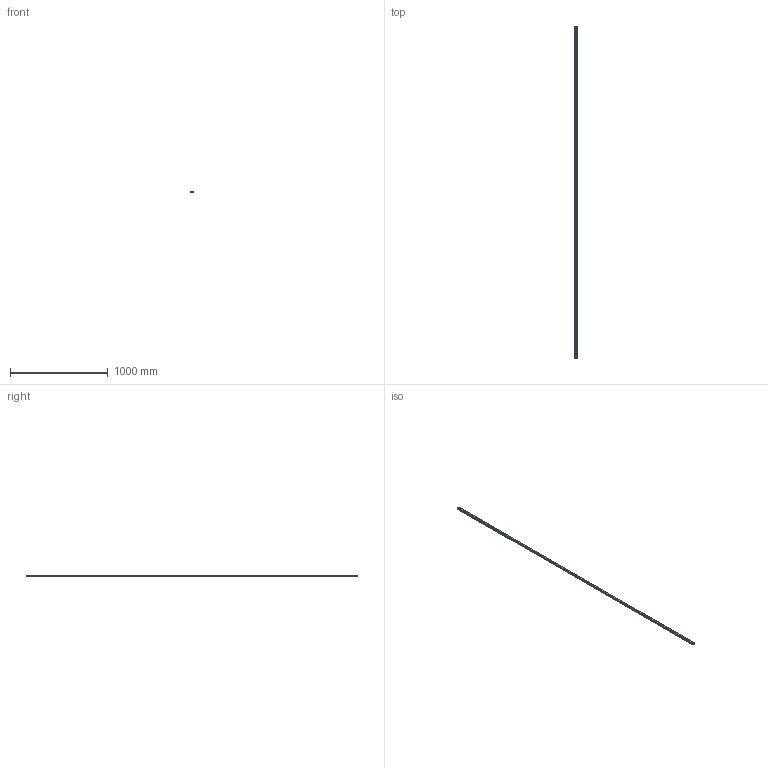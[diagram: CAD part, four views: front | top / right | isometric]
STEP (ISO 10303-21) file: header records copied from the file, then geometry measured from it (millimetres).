
FILE_DESCRIPTION(('STEP AP214'),'1');
FILE_NAME('cctmp_298254BD-9B9B-4EB8-8E73-9F5B81B1D307_2021_02_09_16_06_20_0010..stp','2021-02-09T15:06:20',('HIWIN GmbH'),('CADClick - www.CADClick.com'),'Spatial InterOp 3D',' ','unknown authorization');
FILE_SCHEMA(('AUTOMOTIVE_DESIGN'));
Length unit declared in the file: millimetre
Products named in the file (1): EGR25R3400C_FILE
Bounding box: 23 x 3400 x 18 mm (x, y, z)
Volume: 1169027.5 mm3; surface area: 316026.8 mm2
Topology: 1 solids, 1 shells, 789 faces, 2007 edges, 1338 vertices
Faces by surface type: plane 427, cylinder 362
Entity records: 30797 total; most frequent: DIRECTION 4767, CARTESIAN_POINT 4135, ORIENTED_EDGE 4014, EDGE_CURVE 2007, AXIS2_PLACEMENT_3D 1970, VERTEX_POINT 1338, CIRCLE 952, EDGE_LOOP 907
